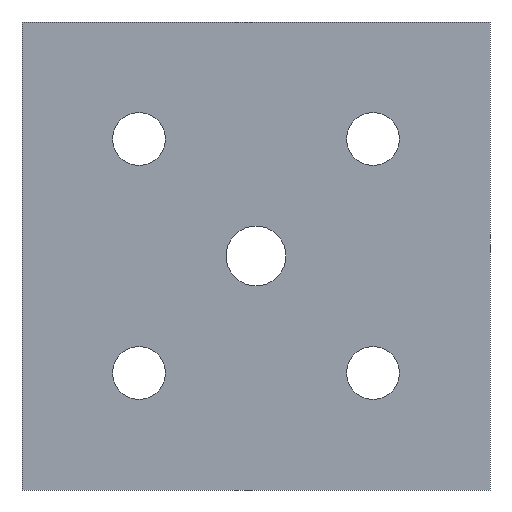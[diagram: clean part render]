
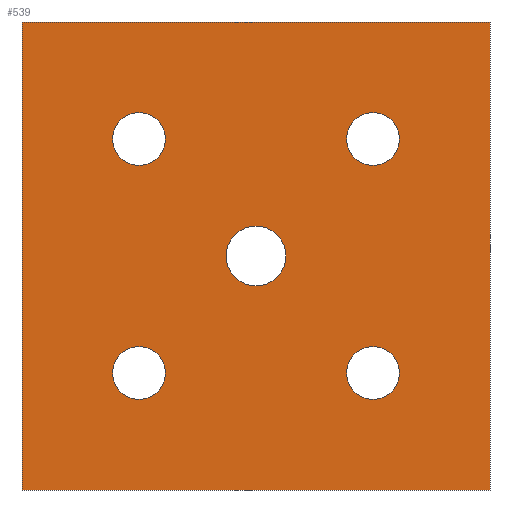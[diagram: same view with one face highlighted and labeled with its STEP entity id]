
A CAD part, front view. The second image highlights one B-rep face of the part: STEP entity #539.
In plain terms, the highlighted planar face has unit normal (0, -1, 0).
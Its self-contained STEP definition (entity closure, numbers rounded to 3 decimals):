
#5 = VERTEX_POINT ( 'NONE', #318 ) ;
#18 = VERTEX_POINT ( 'NONE', #891 ) ;
#22 = LINE ( 'NONE', #538, #498 ) ;
#32 = VERTEX_POINT ( 'NONE', #613 ) ;
#34 = LINE ( 'NONE', #816, #648 ) ;
#36 = EDGE_LOOP ( 'NONE', ( #421, #215 ) ) ;
#45 = EDGE_CURVE ( 'NONE', #614, #387, #22, .T. ) ;
#46 = DIRECTION ( 'NONE',  ( 0., 0., -1. ) ) ;
#51 = CARTESIAN_POINT ( 'NONE',  ( 20., 0., 24.5 ) ) ;
#52 = ORIENTED_EDGE ( 'NONE', *, *, #45, .F. ) ;
#64 = AXIS2_PLACEMENT_3D ( 'NONE', #252, #820, #181 ) ;
#73 = VERTEX_POINT ( 'NONE', #173 ) ;
#89 = ORIENTED_EDGE ( 'NONE', *, *, #239, .T. ) ;
#138 = EDGE_LOOP ( 'NONE', ( #826, #645 ) ) ;
#140 = EDGE_CURVE ( 'NONE', #240, #414, #780, .T. ) ;
#147 = AXIS2_PLACEMENT_3D ( 'NONE', #440, #723, #736 ) ;
#163 = DIRECTION ( 'NONE',  ( 0., 1., 0. ) ) ;
#171 = AXIS2_PLACEMENT_3D ( 'NONE', #182, #746, #848 ) ;
#172 = DIRECTION ( 'NONE',  ( 0., 1., 0. ) ) ;
#173 = CARTESIAN_POINT ( 'NONE',  ( -20., 0., 15.5 ) ) ;
#181 = DIRECTION ( 'NONE',  ( 0., 0., -1. ) ) ;
#182 = CARTESIAN_POINT ( 'NONE',  ( 0., 0., 0. ) ) ;
#186 = CIRCLE ( 'NONE', #706, 5.1 ) ;
#193 = DIRECTION ( 'NONE',  ( 0., 1., 0. ) ) ;
#198 = CARTESIAN_POINT ( 'NONE',  ( 20., 0., 20. ) ) ;
#203 = ORIENTED_EDGE ( 'NONE', *, *, #475, .F. ) ;
#204 = CARTESIAN_POINT ( 'NONE',  ( 20., 0., -20. ) ) ;
#209 = EDGE_CURVE ( 'NONE', #258, #911, #510, .T. ) ;
#213 = EDGE_CURVE ( 'NONE', #414, #240, #186, .T. ) ;
#215 = ORIENTED_EDGE ( 'NONE', *, *, #274, .T. ) ;
#216 = CIRCLE ( 'NONE', #733, 4.5 ) ;
#217 = DIRECTION ( 'NONE',  ( 0., 1., 0. ) ) ;
#239 = EDGE_CURVE ( 'NONE', #911, #258, #261, .T. ) ;
#240 = VERTEX_POINT ( 'NONE', #757 ) ;
#252 = CARTESIAN_POINT ( 'NONE',  ( 0., 0., 0. ) ) ;
#258 = VERTEX_POINT ( 'NONE', #51 ) ;
#261 = CIRCLE ( 'NONE', #619, 4.5 ) ;
#262 = CARTESIAN_POINT ( 'NONE',  ( 20., 0., 20. ) ) ;
#274 = EDGE_CURVE ( 'NONE', #73, #5, #216, .T. ) ;
#282 = CARTESIAN_POINT ( 'NONE',  ( 40., 0., 40. ) ) ;
#286 = DIRECTION ( 'NONE',  ( 0., 0., 1. ) ) ;
#300 = DIRECTION ( 'NONE',  ( 1., 0., 0. ) ) ;
#309 = EDGE_CURVE ( 'NONE', #5, #73, #512, .T. ) ;
#317 = AXIS2_PLACEMENT_3D ( 'NONE', #585, #163, #577 ) ;
#318 = CARTESIAN_POINT ( 'NONE',  ( -20., 0., 24.5 ) ) ;
#320 = FACE_BOUND ( 'NONE', #138, .T. ) ;
#323 = VERTEX_POINT ( 'NONE', #720 ) ;
#328 = DIRECTION ( 'NONE',  ( 0., 0., 1. ) ) ;
#350 = ORIENTED_EDGE ( 'NONE', *, *, #140, .F. ) ;
#351 = CIRCLE ( 'NONE', #394, 4.5 ) ;
#358 = VERTEX_POINT ( 'NONE', #599 ) ;
#368 = CARTESIAN_POINT ( 'NONE',  ( -40., 0., 40. ) ) ;
#370 = EDGE_CURVE ( 'NONE', #640, #614, #665, .T. ) ;
#387 = VERTEX_POINT ( 'NONE', #582 ) ;
#391 = CARTESIAN_POINT ( 'NONE',  ( -20., 0., -20. ) ) ;
#394 = AXIS2_PLACEMENT_3D ( 'NONE', #204, #217, #286 ) ;
#398 = FACE_BOUND ( 'NONE', #888, .T. ) ;
#410 = DIRECTION ( 'NONE',  ( 0., 0., 1. ) ) ;
#414 = VERTEX_POINT ( 'NONE', #520 ) ;
#421 = ORIENTED_EDGE ( 'NONE', *, *, #309, .T. ) ;
#429 = CARTESIAN_POINT ( 'NONE',  ( -40., 0., 40. ) ) ;
#432 = EDGE_LOOP ( 'NONE', ( #350, #735 ) ) ;
#440 = CARTESIAN_POINT ( 'NONE',  ( 20., 0., -20. ) ) ;
#443 = ORIENTED_EDGE ( 'NONE', *, *, #370, .F. ) ;
#465 = DIRECTION ( 'NONE',  ( 0., 1., 0. ) ) ;
#475 = EDGE_CURVE ( 'NONE', #358, #640, #34, .T. ) ;
#477 = DIRECTION ( 'NONE',  ( 0., 0., 1. ) ) ;
#479 = CARTESIAN_POINT ( 'NONE',  ( 20., 0., 15.5 ) ) ;
#481 = CARTESIAN_POINT ( 'NONE',  ( -20., 0., 20. ) ) ;
#483 = ORIENTED_EDGE ( 'NONE', *, *, #801, .T. ) ;
#490 = CARTESIAN_POINT ( 'NONE',  ( 0., 0., 0. ) ) ;
#492 = LINE ( 'NONE', #775, #913 ) ;
#493 = DIRECTION ( 'NONE',  ( 0., 1., 0. ) ) ;
#498 = VECTOR ( 'NONE', #589, 1000. ) ;
#510 = CIRCLE ( 'NONE', #631, 4.5 ) ;
#512 = CIRCLE ( 'NONE', #558, 4.5 ) ;
#520 = CARTESIAN_POINT ( 'NONE',  ( 0., 0., -5.1 ) ) ;
#532 = FACE_BOUND ( 'NONE', #432, .T. ) ;
#535 = ORIENTED_EDGE ( 'NONE', *, *, #209, .T. ) ;
#538 = CARTESIAN_POINT ( 'NONE',  ( 40., 0., 40. ) ) ;
#539 = ADVANCED_FACE ( 'NONE', ( #740, #673, #320, #398, #532, #605 ), #890, .T. ) ;
#558 = AXIS2_PLACEMENT_3D ( 'NONE', #869, #172, #707 ) ;
#573 = EDGE_LOOP ( 'NONE', ( #535, #89 ) ) ;
#577 = DIRECTION ( 'NONE',  ( 0., 0., 1. ) ) ;
#582 = CARTESIAN_POINT ( 'NONE',  ( 40., 0., -40. ) ) ;
#585 = CARTESIAN_POINT ( 'NONE',  ( -20., 0., -20. ) ) ;
#589 = DIRECTION ( 'NONE',  ( 0., 0., -1. ) ) ;
#599 = CARTESIAN_POINT ( 'NONE',  ( -40., 0., -40. ) ) ;
#605 = FACE_OUTER_BOUND ( 'NONE', #852, .T. ) ;
#607 = EDGE_CURVE ( 'NONE', #32, #18, #351, .T. ) ;
#613 = CARTESIAN_POINT ( 'NONE',  ( 20., 0., -15.5 ) ) ;
#614 = VERTEX_POINT ( 'NONE', #282 ) ;
#619 = AXIS2_PLACEMENT_3D ( 'NONE', #198, #193, #477 ) ;
#621 = DIRECTION ( 'NONE',  ( 0., -1., 0. ) ) ;
#624 = DIRECTION ( 'NONE',  ( 0., 1., 0. ) ) ;
#628 = DIRECTION ( 'NONE',  ( 0., 0., 1. ) ) ;
#631 = AXIS2_PLACEMENT_3D ( 'NONE', #262, #493, #628 ) ;
#640 = VERTEX_POINT ( 'NONE', #429 ) ;
#645 = ORIENTED_EDGE ( 'NONE', *, *, #762, .T. ) ;
#648 = VECTOR ( 'NONE', #410, 1000. ) ;
#650 = ORIENTED_EDGE ( 'NONE', *, *, #903, .T. ) ;
#665 = LINE ( 'NONE', #368, #692 ) ;
#673 = FACE_BOUND ( 'NONE', #573, .T. ) ;
#692 = VECTOR ( 'NONE', #300, 1000. ) ;
#706 = AXIS2_PLACEMENT_3D ( 'NONE', #490, #621, #46 ) ;
#707 = DIRECTION ( 'NONE',  ( 0., 0., 1. ) ) ;
#714 = CIRCLE ( 'NONE', #317, 4.5 ) ;
#720 = CARTESIAN_POINT ( 'NONE',  ( -20., 0., -24.5 ) ) ;
#723 = DIRECTION ( 'NONE',  ( 0., 1., 0. ) ) ;
#725 = EDGE_CURVE ( 'NONE', #387, #358, #492, .T. ) ;
#733 = AXIS2_PLACEMENT_3D ( 'NONE', #481, #624, #914 ) ;
#735 = ORIENTED_EDGE ( 'NONE', *, *, #213, .F. ) ;
#736 = DIRECTION ( 'NONE',  ( 0., 0., 1. ) ) ;
#740 = FACE_BOUND ( 'NONE', #36, .T. ) ;
#746 = DIRECTION ( 'NONE',  ( 0., -1., 0. ) ) ;
#753 = ORIENTED_EDGE ( 'NONE', *, *, #725, .F. ) ;
#757 = CARTESIAN_POINT ( 'NONE',  ( 0., 0., 5.1 ) ) ;
#762 = EDGE_CURVE ( 'NONE', #18, #32, #879, .T. ) ;
#775 = CARTESIAN_POINT ( 'NONE',  ( -40., 0., -40. ) ) ;
#780 = CIRCLE ( 'NONE', #171, 5.1 ) ;
#781 = AXIS2_PLACEMENT_3D ( 'NONE', #391, #465, #328 ) ;
#801 = EDGE_CURVE ( 'NONE', #323, #882, #714, .T. ) ;
#816 = CARTESIAN_POINT ( 'NONE',  ( -40., 0., 40. ) ) ;
#820 = DIRECTION ( 'NONE',  ( 0., -1., 0. ) ) ;
#826 = ORIENTED_EDGE ( 'NONE', *, *, #607, .T. ) ;
#839 = DIRECTION ( 'NONE',  ( -1., 0., 0. ) ) ;
#848 = DIRECTION ( 'NONE',  ( 0., 0., -1. ) ) ;
#852 = EDGE_LOOP ( 'NONE', ( #52, #443, #203, #753 ) ) ;
#869 = CARTESIAN_POINT ( 'NONE',  ( -20., 0., 20. ) ) ;
#874 = CIRCLE ( 'NONE', #781, 4.5 ) ;
#875 = CARTESIAN_POINT ( 'NONE',  ( -20., 0., -15.5 ) ) ;
#879 = CIRCLE ( 'NONE', #147, 4.5 ) ;
#882 = VERTEX_POINT ( 'NONE', #875 ) ;
#888 = EDGE_LOOP ( 'NONE', ( #650, #483 ) ) ;
#890 = PLANE ( 'NONE',  #64 ) ;
#891 = CARTESIAN_POINT ( 'NONE',  ( 20., 0., -24.5 ) ) ;
#903 = EDGE_CURVE ( 'NONE', #882, #323, #874, .T. ) ;
#911 = VERTEX_POINT ( 'NONE', #479 ) ;
#913 = VECTOR ( 'NONE', #839, 1000. ) ;
#914 = DIRECTION ( 'NONE',  ( 0., 0., 1. ) ) ;
